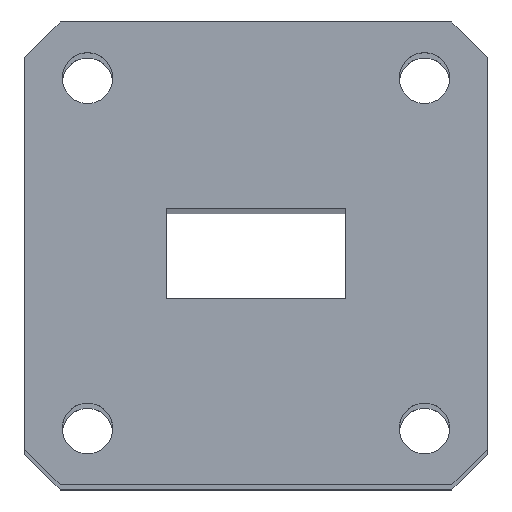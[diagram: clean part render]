
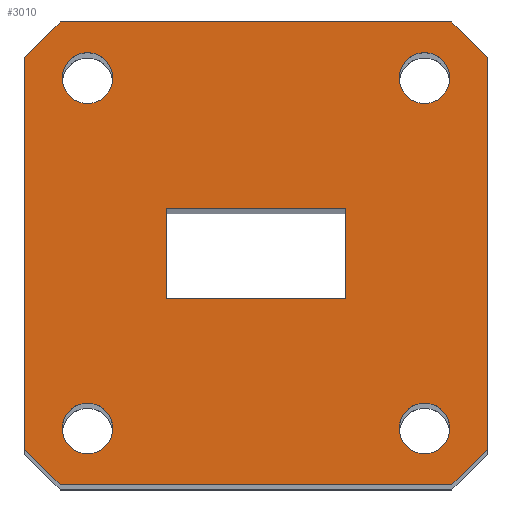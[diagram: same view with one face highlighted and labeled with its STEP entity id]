
A CAD part, top view. The second image highlights one B-rep face of the part: STEP entity #3010.
In plain terms, the highlighted planar face has unit normal (0, 0, 1).
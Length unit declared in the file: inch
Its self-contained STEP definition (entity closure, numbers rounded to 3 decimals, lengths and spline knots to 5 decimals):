
#14 = EDGE_LOOP ( 'NONE', ( #4517, #2190, #4055, #1267, #1980, #834, #4622, #2156 ) ) ;
#44 = CIRCLE ( 'NONE', #2595, 0.072 ) ;
#136 = CARTESIAN_POINT ( 'NONE',  ( 0.478, 0.497, 0. ) ) ;
#162 = DIRECTION ( 'NONE',  ( 1., 0., 0. ) ) ;
#208 = EDGE_CURVE ( 'NONE', #4764, #4764, #1186, .T. ) ;
#247 = LINE ( 'NONE', #3918, #3964 ) ;
#367 = EDGE_CURVE ( 'NONE', #3256, #2034, #247, .T. ) ;
#378 = DIRECTION ( 'NONE',  ( 0., -1., 0. ) ) ;
#418 = FACE_BOUND ( 'NONE', #875, .T. ) ;
#446 = FACE_BOUND ( 'NONE', #3736, .T. ) ;
#588 = CARTESIAN_POINT ( 'NONE',  ( 0.55591, -0.65591, 0. ) ) ;
#598 = CARTESIAN_POINT ( 'NONE',  ( -0.478, 0.497, 0. ) ) ;
#619 = CARTESIAN_POINT ( 'NONE',  ( 0.255, 0.1275, 0. ) ) ;
#640 = DIRECTION ( 'NONE',  ( 0., 1., 0. ) ) ;
#647 = CARTESIAN_POINT ( 'NONE',  ( -0.255, -0.1275, 0. ) ) ;
#666 = LINE ( 'NONE', #694, #4469 ) ;
#675 = EDGE_CURVE ( 'NONE', #2917, #2126, #1866, .T. ) ;
#694 = CARTESIAN_POINT ( 'NONE',  ( 0.55591, -0.65591, 0. ) ) ;
#814 = CARTESIAN_POINT ( 'NONE',  ( -0.65591, 0.55591, 0. ) ) ;
#819 = PLANE ( 'NONE',  #982 ) ;
#834 = ORIENTED_EDGE ( 'NONE', *, *, #1419, .T. ) ;
#835 = EDGE_CURVE ( 'NONE', #1143, #4759, #1694, .T. ) ;
#875 = EDGE_LOOP ( 'NONE', ( #4157, #1410, #1660, #1432 ) ) ;
#888 = DIRECTION ( 'NONE',  ( 0., 0., 1. ) ) ;
#906 = ORIENTED_EDGE ( 'NONE', *, *, #2878, .F. ) ;
#982 = AXIS2_PLACEMENT_3D ( 'NONE', #2010, #5241, #4458 ) ;
#1017 = CARTESIAN_POINT ( 'NONE',  ( -0.65591, -0.65591, 0. ) ) ;
#1143 = VERTEX_POINT ( 'NONE', #4794 ) ;
#1145 = DIRECTION ( 'NONE',  ( 1., 0., 0. ) ) ;
#1162 = FACE_BOUND ( 'NONE', #3028, .T. ) ;
#1186 = CIRCLE ( 'NONE', #4130, 0.072 ) ;
#1221 = LINE ( 'NONE', #3251, #3282 ) ;
#1267 = ORIENTED_EDGE ( 'NONE', *, *, #1464, .T. ) ;
#1322 = VECTOR ( 'NONE', #3451, 39.37008 ) ;
#1410 = ORIENTED_EDGE ( 'NONE', *, *, #3566, .F. ) ;
#1419 = EDGE_CURVE ( 'NONE', #4759, #3256, #1835, .T. ) ;
#1425 = CARTESIAN_POINT ( 'NONE',  ( -0.55591, 0.65591, 0. ) ) ;
#1432 = ORIENTED_EDGE ( 'NONE', *, *, #4509, .F. ) ;
#1464 = EDGE_CURVE ( 'NONE', #2632, #1143, #1221, .T. ) ;
#1511 = DIRECTION ( 'NONE',  ( 0.707, 0.707, 0. ) ) ;
#1516 = CARTESIAN_POINT ( 'NONE',  ( 0.55, -0.497, 0. ) ) ;
#1519 = DIRECTION ( 'NONE',  ( 1., 0., 0. ) ) ;
#1522 = VECTOR ( 'NONE', #4740, 39.37008 ) ;
#1552 = CARTESIAN_POINT ( 'NONE',  ( 0.255, -0.1275, 0. ) ) ;
#1586 = FACE_BOUND ( 'NONE', #3286, .T. ) ;
#1603 = CIRCLE ( 'NONE', #4552, 0.072 ) ;
#1623 = VECTOR ( 'NONE', #2766, 39.37008 ) ;
#1660 = ORIENTED_EDGE ( 'NONE', *, *, #675, .F. ) ;
#1670 = CARTESIAN_POINT ( 'NONE',  ( -0.478, -0.497, 0. ) ) ;
#1694 = LINE ( 'NONE', #5196, #1623 ) ;
#1721 = EDGE_CURVE ( 'NONE', #5112, #2166, #666, .T. ) ;
#1739 = CARTESIAN_POINT ( 'NONE',  ( -0.255, 0.1275, 0. ) ) ;
#1759 = CARTESIAN_POINT ( 'NONE',  ( 0.478, -0.497, 0. ) ) ;
#1772 = VECTOR ( 'NONE', #378, 39.37008 ) ;
#1834 = EDGE_CURVE ( 'NONE', #2166, #2632, #2660, .T. ) ;
#1835 = LINE ( 'NONE', #4226, #1522 ) ;
#1851 = CARTESIAN_POINT ( 'NONE',  ( -0.65591, -0.55591, 0. ) ) ;
#1866 = LINE ( 'NONE', #647, #4823 ) ;
#1980 = ORIENTED_EDGE ( 'NONE', *, *, #835, .T. ) ;
#1993 = EDGE_CURVE ( 'NONE', #2361, #2361, #1603, .T. ) ;
#2010 = CARTESIAN_POINT ( 'NONE',  ( 0., 0., 0. ) ) ;
#2034 = VERTEX_POINT ( 'NONE', #1851 ) ;
#2126 = VERTEX_POINT ( 'NONE', #3974 ) ;
#2132 = DIRECTION ( 'NONE',  ( 1., 0., 0. ) ) ;
#2156 = ORIENTED_EDGE ( 'NONE', *, *, #4387, .T. ) ;
#2166 = VERTEX_POINT ( 'NONE', #5211 ) ;
#2190 = ORIENTED_EDGE ( 'NONE', *, *, #1721, .T. ) ;
#2361 = VERTEX_POINT ( 'NONE', #4305 ) ;
#2364 = VERTEX_POINT ( 'NONE', #1739 ) ;
#2459 = DIRECTION ( 'NONE',  ( 0., 0., 1. ) ) ;
#2594 = LINE ( 'NONE', #3403, #2997 ) ;
#2595 = AXIS2_PLACEMENT_3D ( 'NONE', #136, #3424, #162 ) ;
#2632 = VERTEX_POINT ( 'NONE', #2899 ) ;
#2660 = LINE ( 'NONE', #4250, #3957 ) ;
#2766 = DIRECTION ( 'NONE',  ( -1., 0., 0. ) ) ;
#2798 = EDGE_CURVE ( 'NONE', #2990, #5112, #4695, .T. ) ;
#2878 = EDGE_CURVE ( 'NONE', #3545, #3545, #44, .T. ) ;
#2899 = CARTESIAN_POINT ( 'NONE',  ( 0.65591, 0.55591, 0. ) ) ;
#2917 = VERTEX_POINT ( 'NONE', #3217 ) ;
#2924 = DIRECTION ( 'NONE',  ( -1., 0., 0. ) ) ;
#2990 = VERTEX_POINT ( 'NONE', #3890 ) ;
#2997 = VECTOR ( 'NONE', #3432, 39.37008 ) ;
#3010 = ADVANCED_FACE ( 'NONE', ( #3571, #1162, #1586, #446, #418, #4434 ), #819, .F. ) ;
#3028 = EDGE_LOOP ( 'NONE', ( #4441 ) ) ;
#3042 = ORIENTED_EDGE ( 'NONE', *, *, #208, .F. ) ;
#3059 = CARTESIAN_POINT ( 'NONE',  ( 0.55, 0.497, 0. ) ) ;
#3159 = DIRECTION ( 'NONE',  ( 0., 1., 0. ) ) ;
#3217 = CARTESIAN_POINT ( 'NONE',  ( -0.255, -0.1275, 0. ) ) ;
#3251 = CARTESIAN_POINT ( 'NONE',  ( 0.65591, 0.55591, 0. ) ) ;
#3256 = VERTEX_POINT ( 'NONE', #814 ) ;
#3282 = VECTOR ( 'NONE', #4030, 39.37008 ) ;
#3286 = EDGE_LOOP ( 'NONE', ( #906 ) ) ;
#3314 = VECTOR ( 'NONE', #2924, 39.37008 ) ;
#3403 = CARTESIAN_POINT ( 'NONE',  ( -0.65591, -0.55591, 0. ) ) ;
#3424 = DIRECTION ( 'NONE',  ( 0., 0., 1. ) ) ;
#3432 = DIRECTION ( 'NONE',  ( 0.707, -0.707, 0. ) ) ;
#3451 = DIRECTION ( 'NONE',  ( 1., 0., 0. ) ) ;
#3483 = DIRECTION ( 'NONE',  ( 0., -1., 0. ) ) ;
#3493 = CIRCLE ( 'NONE', #4148, 0.072 ) ;
#3545 = VERTEX_POINT ( 'NONE', #3059 ) ;
#3558 = LINE ( 'NONE', #1552, #3657 ) ;
#3566 = EDGE_CURVE ( 'NONE', #2126, #5130, #3558, .T. ) ;
#3571 = FACE_BOUND ( 'NONE', #4096, .T. ) ;
#3587 = LINE ( 'NONE', #5152, #1772 ) ;
#3636 = EDGE_CURVE ( 'NONE', #5130, #2364, #4474, .T. ) ;
#3657 = VECTOR ( 'NONE', #3159, 39.37008 ) ;
#3736 = EDGE_LOOP ( 'NONE', ( #3042 ) ) ;
#3890 = CARTESIAN_POINT ( 'NONE',  ( -0.55591, -0.65591, 0. ) ) ;
#3918 = CARTESIAN_POINT ( 'NONE',  ( -0.65591, -0.65591, 0. ) ) ;
#3957 = VECTOR ( 'NONE', #640, 39.37008 ) ;
#3964 = VECTOR ( 'NONE', #3483, 39.37008 ) ;
#3974 = CARTESIAN_POINT ( 'NONE',  ( 0.255, -0.1275, 0. ) ) ;
#4030 = DIRECTION ( 'NONE',  ( -0.707, 0.707, 0. ) ) ;
#4055 = ORIENTED_EDGE ( 'NONE', *, *, #1834, .T. ) ;
#4096 = EDGE_LOOP ( 'NONE', ( #4808 ) ) ;
#4124 = DIRECTION ( 'NONE',  ( 1., 0., 0. ) ) ;
#4130 = AXIS2_PLACEMENT_3D ( 'NONE', #598, #888, #4124 ) ;
#4148 = AXIS2_PLACEMENT_3D ( 'NONE', #1759, #5146, #1145 ) ;
#4157 = ORIENTED_EDGE ( 'NONE', *, *, #3636, .F. ) ;
#4226 = CARTESIAN_POINT ( 'NONE',  ( -0.55591, 0.65591, 0. ) ) ;
#4250 = CARTESIAN_POINT ( 'NONE',  ( 0.65591, -0.65591, 0. ) ) ;
#4305 = CARTESIAN_POINT ( 'NONE',  ( -0.406, -0.497, 0. ) ) ;
#4387 = EDGE_CURVE ( 'NONE', #2034, #2990, #2594, .T. ) ;
#4434 = FACE_OUTER_BOUND ( 'NONE', #14, .T. ) ;
#4441 = ORIENTED_EDGE ( 'NONE', *, *, #4857, .F. ) ;
#4458 = DIRECTION ( 'NONE',  ( 0., -1., 0. ) ) ;
#4469 = VECTOR ( 'NONE', #1511, 39.37008 ) ;
#4474 = LINE ( 'NONE', #4553, #3314 ) ;
#4509 = EDGE_CURVE ( 'NONE', #2364, #2917, #3587, .T. ) ;
#4517 = ORIENTED_EDGE ( 'NONE', *, *, #2798, .T. ) ;
#4552 = AXIS2_PLACEMENT_3D ( 'NONE', #1670, #2459, #2132 ) ;
#4553 = CARTESIAN_POINT ( 'NONE',  ( -0.255, 0.1275, 0. ) ) ;
#4622 = ORIENTED_EDGE ( 'NONE', *, *, #367, .T. ) ;
#4695 = LINE ( 'NONE', #1017, #1322 ) ;
#4740 = DIRECTION ( 'NONE',  ( -0.707, -0.707, 0. ) ) ;
#4759 = VERTEX_POINT ( 'NONE', #1425 ) ;
#4764 = VERTEX_POINT ( 'NONE', #5139 ) ;
#4794 = CARTESIAN_POINT ( 'NONE',  ( 0.55591, 0.65591, 0. ) ) ;
#4808 = ORIENTED_EDGE ( 'NONE', *, *, #1993, .F. ) ;
#4823 = VECTOR ( 'NONE', #1519, 39.37008 ) ;
#4857 = EDGE_CURVE ( 'NONE', #5094, #5094, #3493, .T. ) ;
#5094 = VERTEX_POINT ( 'NONE', #1516 ) ;
#5112 = VERTEX_POINT ( 'NONE', #588 ) ;
#5130 = VERTEX_POINT ( 'NONE', #619 ) ;
#5139 = CARTESIAN_POINT ( 'NONE',  ( -0.406, 0.497, 0. ) ) ;
#5146 = DIRECTION ( 'NONE',  ( 0., 0., 1. ) ) ;
#5152 = CARTESIAN_POINT ( 'NONE',  ( -0.255, -0.1275, 0. ) ) ;
#5196 = CARTESIAN_POINT ( 'NONE',  ( -0.65591, 0.65591, 0. ) ) ;
#5211 = CARTESIAN_POINT ( 'NONE',  ( 0.65591, -0.55591, 0. ) ) ;
#5241 = DIRECTION ( 'NONE',  ( 0., 0., -1. ) ) ;
